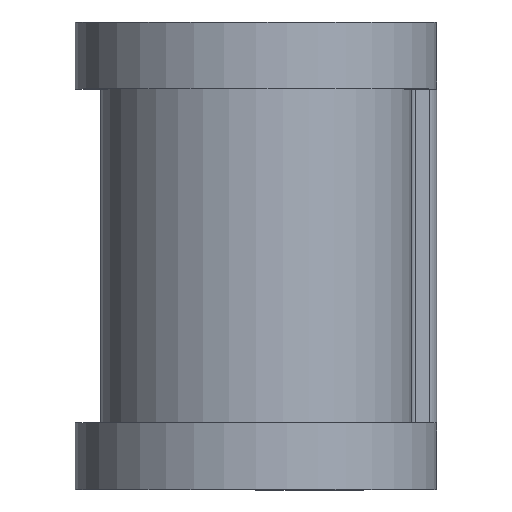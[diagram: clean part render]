
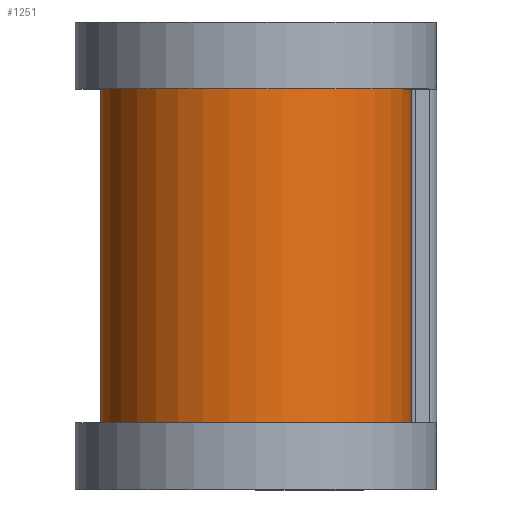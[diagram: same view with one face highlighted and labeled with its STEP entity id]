
A CAD part, top view. The second image highlights one B-rep face of the part: STEP entity #1251.
In plain terms, the highlighted cylindrical face has radius 9.474 mm (diameter 18.948 mm), a partial arc.
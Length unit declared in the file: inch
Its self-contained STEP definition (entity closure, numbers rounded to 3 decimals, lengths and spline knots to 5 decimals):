
#27 = EDGE_CURVE ( 'NONE', #341, #1600, #466, .T. ) ;
#105 = CARTESIAN_POINT ( 'NONE',  ( 0.373, 0.5, 0. ) ) ;
#157 = CARTESIAN_POINT ( 'NONE',  ( 0., 0.5, -0.373 ) ) ;
#179 = VERTEX_POINT ( 'NONE', #1088 ) ;
#199 = DIRECTION ( 'NONE',  ( 0., -1., 0. ) ) ;
#241 = CARTESIAN_POINT ( 'NONE',  ( 0.373, -0.4, 0. ) ) ;
#278 = ORIENTED_EDGE ( 'NONE', *, *, #1214, .T. ) ;
#290 = DIRECTION ( 'NONE',  ( 0., -1., 0. ) ) ;
#321 = CARTESIAN_POINT ( 'NONE',  ( 0., 0.4, -0.373 ) ) ;
#341 = VERTEX_POINT ( 'NONE', #1385 ) ;
#351 = EDGE_CURVE ( 'NONE', #1600, #179, #1493, .T. ) ;
#372 = LINE ( 'NONE', #157, #1455 ) ;
#466 = LINE ( 'NONE', #105, #1158 ) ;
#579 = DIRECTION ( 'NONE',  ( 0., 0., -1. ) ) ;
#641 = AXIS2_PLACEMENT_3D ( 'NONE', #1675, #1382, #579 ) ;
#715 = AXIS2_PLACEMENT_3D ( 'NONE', #1428, #1307, #1290 ) ;
#763 = ORIENTED_EDGE ( 'NONE', *, *, #1079, .T. ) ;
#964 = CARTESIAN_POINT ( 'NONE',  ( 0., 0.4, 0. ) ) ;
#986 = EDGE_LOOP ( 'NONE', ( #1576, #278, #763, #1535 ) ) ;
#1058 = CYLINDRICAL_SURFACE ( 'NONE', #641, 0.373 ) ;
#1079 = EDGE_CURVE ( 'NONE', #1207, #179, #372, .T. ) ;
#1088 = CARTESIAN_POINT ( 'NONE',  ( 0., -0.4, -0.373 ) ) ;
#1098 = FACE_OUTER_BOUND ( 'NONE', #986, .T. ) ;
#1105 = DIRECTION ( 'NONE',  ( 0., 0., -1. ) ) ;
#1158 = VECTOR ( 'NONE', #1707, 39.37008 ) ;
#1207 = VERTEX_POINT ( 'NONE', #321 ) ;
#1214 = EDGE_CURVE ( 'NONE', #341, #1207, #1272, .T. ) ;
#1251 = ADVANCED_FACE ( 'NONE', ( #1098 ), #1058, .T. ) ;
#1272 = CIRCLE ( 'NONE', #1374, 0.373 ) ;
#1290 = DIRECTION ( 'NONE',  ( 0., 0., -1. ) ) ;
#1307 = DIRECTION ( 'NONE',  ( 0., -1., 0. ) ) ;
#1374 = AXIS2_PLACEMENT_3D ( 'NONE', #964, #199, #1105 ) ;
#1382 = DIRECTION ( 'NONE',  ( 0., -1., 0. ) ) ;
#1385 = CARTESIAN_POINT ( 'NONE',  ( 0.373, 0.4, 0. ) ) ;
#1428 = CARTESIAN_POINT ( 'NONE',  ( 0., -0.4, 0. ) ) ;
#1455 = VECTOR ( 'NONE', #290, 39.37008 ) ;
#1493 = CIRCLE ( 'NONE', #715, 0.373 ) ;
#1535 = ORIENTED_EDGE ( 'NONE', *, *, #351, .F. ) ;
#1576 = ORIENTED_EDGE ( 'NONE', *, *, #27, .F. ) ;
#1600 = VERTEX_POINT ( 'NONE', #241 ) ;
#1675 = CARTESIAN_POINT ( 'NONE',  ( 0., 0.5, 0. ) ) ;
#1707 = DIRECTION ( 'NONE',  ( 0., -1., 0. ) ) ;
